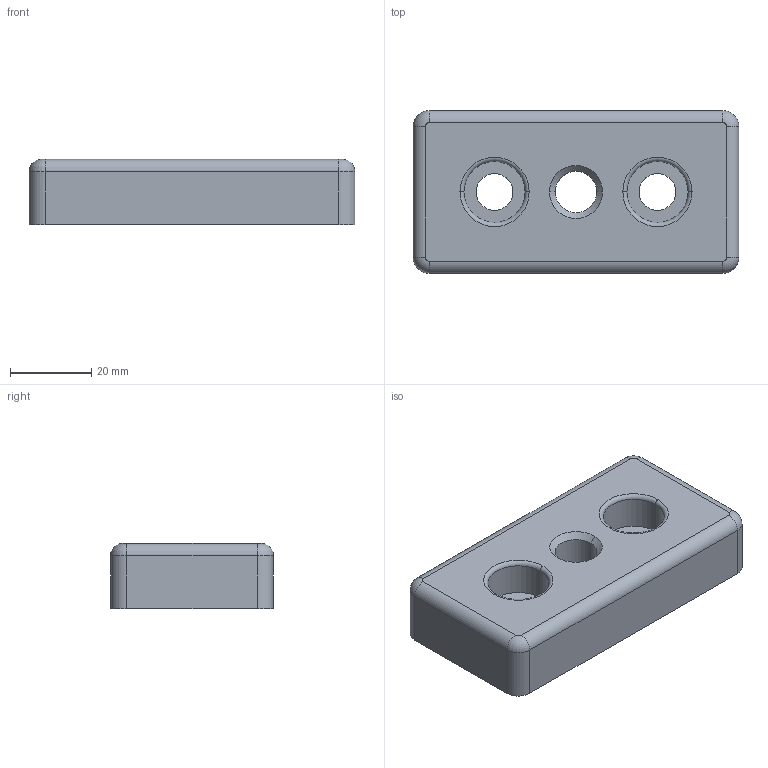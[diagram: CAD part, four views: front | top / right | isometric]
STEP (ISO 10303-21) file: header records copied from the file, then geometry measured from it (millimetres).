
FILE_DESCRIPTION (( 'STEP AP203' ), '1' );
FILE_NAME ('093T40801208S.STEP', '2013-02-27T09:35:29', ( '' ), ( '' ), 'SwSTEP 2.0', 'SolidWorks 2012', '' );
FILE_SCHEMA (( 'CONFIG_CONTROL_DESIGN' ));
Length unit declared in the file: millimetre
Products named in the file (1): 093T40801208S
Bounding box: 80 x 40 x 16 mm (x, y, z)
Volume: 28312.3 mm3; surface area: 16333.3 mm2
Topology: 1 solids, 1 shells, 204 faces, 474 edges, 254 vertices
Faces by surface type: cylinder 97, plane 44, sphere 39, torus 20, cone 4
Entity records: 5596 total; most frequent: DIRECTION 1095, CARTESIAN_POINT 908, ORIENTED_EDGE 884, AXIS2_PLACEMENT_3D 449, EDGE_CURVE 442, VERTEX_POINT 250, CIRCLE 244, EDGE_LOOP 220
